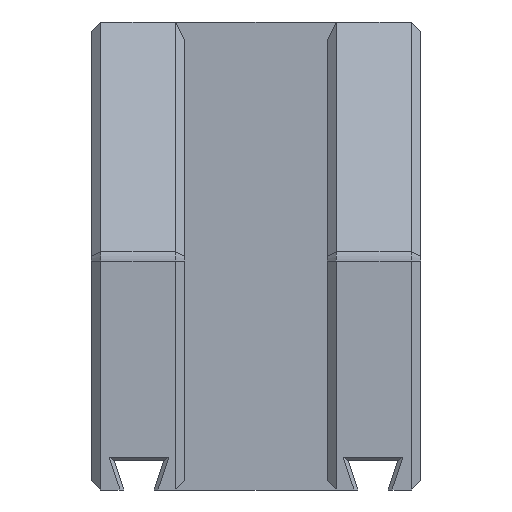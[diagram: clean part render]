
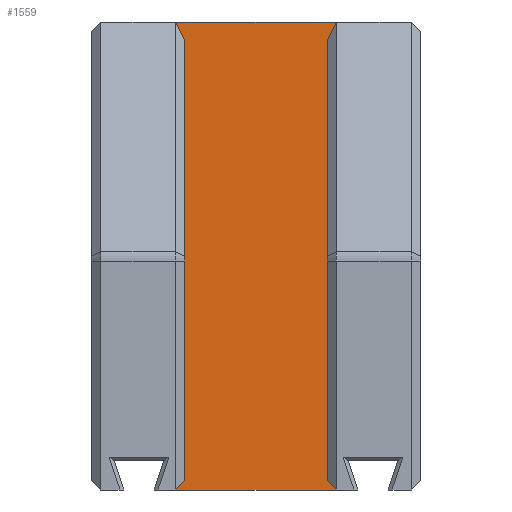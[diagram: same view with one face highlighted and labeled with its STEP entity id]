
A CAD part, front view. The second image highlights one B-rep face of the part: STEP entity #1559.
In plain terms, the highlighted planar face has unit normal (0, -1, 0).
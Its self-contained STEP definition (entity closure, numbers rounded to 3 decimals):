
#47 = CARTESIAN_POINT ( 'NONE',  ( -8.6, 0., -37.5 ) ) ;
#108 = VECTOR ( 'NONE', #827, 1000. ) ;
#127 = DIRECTION ( 'NONE',  ( 0., 0., 1. ) ) ;
#128 = PLANE ( 'NONE',  #1162 ) ;
#158 = CARTESIAN_POINT ( 'NONE',  ( -8.6, 0., 12.5 ) ) ;
#174 = VERTEX_POINT ( 'NONE', #158 ) ;
#253 = CARTESIAN_POINT ( 'NONE',  ( 0., 0., 0. ) ) ;
#272 = FACE_OUTER_BOUND ( 'NONE', #1397, .T. ) ;
#284 = DIRECTION ( 'NONE',  ( 1., 0., 0. ) ) ;
#303 = CARTESIAN_POINT ( 'NONE',  ( -7.6, 0., 12.5 ) ) ;
#313 = CARTESIAN_POINT ( 'NONE',  ( -8.6, 0., -37.5 ) ) ;
#375 = VECTOR ( 'NONE', #900, 1000. ) ;
#388 = CARTESIAN_POINT ( 'NONE',  ( 4.442, 0., 4.419 ) ) ;
#403 = VECTOR ( 'NONE', #1396, 1000. ) ;
#410 = LINE ( 'NONE', #303, #810 ) ;
#424 = CARTESIAN_POINT ( 'NONE',  ( 8.6, 0., -37.5 ) ) ;
#470 = VERTEX_POINT ( 'NONE', #510 ) ;
#510 = CARTESIAN_POINT ( 'NONE',  ( -7.6, 0., 10.556 ) ) ;
#516 = CARTESIAN_POINT ( 'NONE',  ( -7.6, 0., -36.5 ) ) ;
#526 = VERTEX_POINT ( 'NONE', #313 ) ;
#555 = EDGE_CURVE ( 'NONE', #738, #730, #1151, .T. ) ;
#556 = VECTOR ( 'NONE', #127, 1000. ) ;
#567 = LINE ( 'NONE', #1172, #108 ) ;
#644 = CARTESIAN_POINT ( 'NONE',  ( 8.6, 0., -37.5 ) ) ;
#650 = LINE ( 'NONE', #424, #784 ) ;
#692 = VERTEX_POINT ( 'NONE', #644 ) ;
#699 = VECTOR ( 'NONE', #1128, 1000. ) ;
#730 = VERTEX_POINT ( 'NONE', #1221 ) ;
#736 = ORIENTED_EDGE ( 'NONE', *, *, #1505, .T. ) ;
#738 = VERTEX_POINT ( 'NONE', #1113 ) ;
#745 = VERTEX_POINT ( 'NONE', #516 ) ;
#752 = DIRECTION ( 'NONE',  ( 0., 0., -1. ) ) ;
#761 = CARTESIAN_POINT ( 'NONE',  ( 8.6, 0., 12.5 ) ) ;
#770 = LINE ( 'NONE', #388, #699 ) ;
#775 = VERTEX_POINT ( 'NONE', #761 ) ;
#776 = CARTESIAN_POINT ( 'NONE',  ( 7.6, 0., 12.5 ) ) ;
#784 = VECTOR ( 'NONE', #1377, 1000. ) ;
#788 = EDGE_CURVE ( 'NONE', #745, #470, #996, .T. ) ;
#810 = VECTOR ( 'NONE', #284, 1000. ) ;
#815 = DIRECTION ( 'NONE',  ( -1., 0., 0. ) ) ;
#827 = DIRECTION ( 'NONE',  ( 0.457, 0., -0.889 ) ) ;
#830 = EDGE_CURVE ( 'NONE', #692, #730, #650, .T. ) ;
#876 = DIRECTION ( 'NONE',  ( 0., -1., 0. ) ) ;
#894 = ORIENTED_EDGE ( 'NONE', *, *, #1089, .F. ) ;
#900 = DIRECTION ( 'NONE',  ( 0., 0., -1. ) ) ;
#911 = EDGE_CURVE ( 'NONE', #174, #775, #410, .T. ) ;
#946 = EDGE_CURVE ( 'NONE', #745, #526, #1040, .T. ) ;
#968 = EDGE_CURVE ( 'NONE', #174, #470, #567, .T. ) ;
#996 = LINE ( 'NONE', #1363, #556 ) ;
#1003 = ORIENTED_EDGE ( 'NONE', *, *, #946, .T. ) ;
#1040 = LINE ( 'NONE', #47, #403 ) ;
#1082 = ORIENTED_EDGE ( 'NONE', *, *, #911, .F. ) ;
#1089 = EDGE_CURVE ( 'NONE', #692, #526, #1166, .T. ) ;
#1113 = CARTESIAN_POINT ( 'NONE',  ( 7.6, 0., 10.556 ) ) ;
#1128 = DIRECTION ( 'NONE',  ( 0.457, 0., 0.889 ) ) ;
#1151 = LINE ( 'NONE', #776, #375 ) ;
#1162 = AXIS2_PLACEMENT_3D ( 'NONE', #253, #876, #752 ) ;
#1166 = LINE ( 'NONE', #1408, #1560 ) ;
#1172 = CARTESIAN_POINT ( 'NONE',  ( -8.6, 0., 12.5 ) ) ;
#1221 = CARTESIAN_POINT ( 'NONE',  ( 7.6, 0., -36.5 ) ) ;
#1247 = ORIENTED_EDGE ( 'NONE', *, *, #830, .T. ) ;
#1328 = ORIENTED_EDGE ( 'NONE', *, *, #968, .T. ) ;
#1344 = ORIENTED_EDGE ( 'NONE', *, *, #555, .F. ) ;
#1363 = CARTESIAN_POINT ( 'NONE',  ( -7.6, 0., 12.5 ) ) ;
#1377 = DIRECTION ( 'NONE',  ( -0.707, 0., 0.707 ) ) ;
#1379 = ORIENTED_EDGE ( 'NONE', *, *, #788, .F. ) ;
#1396 = DIRECTION ( 'NONE',  ( -0.707, 0., -0.707 ) ) ;
#1397 = EDGE_LOOP ( 'NONE', ( #1344, #736, #1082, #1328, #1379, #1003, #894, #1247 ) ) ;
#1408 = CARTESIAN_POINT ( 'NONE',  ( 7.6, 0., -37.5 ) ) ;
#1505 = EDGE_CURVE ( 'NONE', #738, #775, #770, .T. ) ;
#1559 = ADVANCED_FACE ( 'NONE', ( #272 ), #128, .T. ) ;
#1560 = VECTOR ( 'NONE', #815, 1000. ) ;
